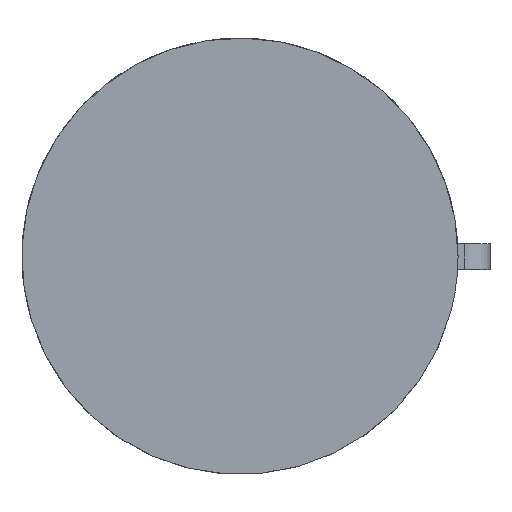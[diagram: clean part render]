
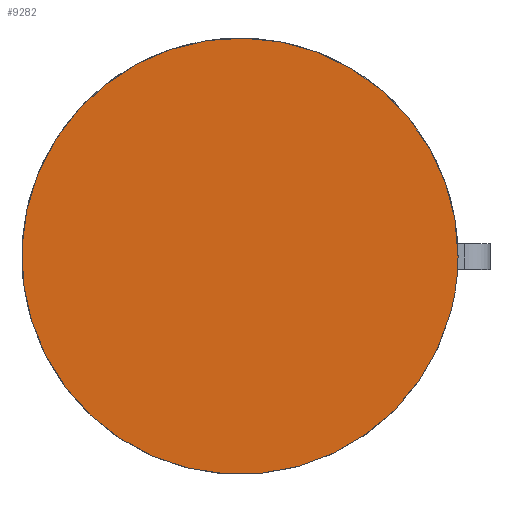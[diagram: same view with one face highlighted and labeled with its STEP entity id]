
A CAD part, top view. The second image highlights one B-rep face of the part: STEP entity #9282.
In plain terms, the highlighted planar face has unit normal (0, 0, 1).
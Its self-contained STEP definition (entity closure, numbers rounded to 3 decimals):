
#8458=CARTESIAN_POINT('',(66.649,-17.859,200.452));
#8459=VERTEX_POINT('',#8458);
#8469=CARTESIAN_POINT('',(69.,-0.,200.452));
#8470=VERTEX_POINT('',#8469);
#8471=CARTESIAN_POINT('',(-0.,0.,200.452));
#8472=DIRECTION('',(0.,0.,1.));
#8473=DIRECTION('',(1.,0.,-0.));
#8474=AXIS2_PLACEMENT_3D('',#8471,#8472,#8473);
#8475=CIRCLE('',#8474,69.);
#8476=EDGE_CURVE('',#8470,#8459,#8475,.T.);
#8478=CARTESIAN_POINT('',(-0.,0.,200.452));
#8479=DIRECTION('',(0.,0.,1.));
#8480=DIRECTION('',(1.,0.,-0.));
#8481=AXIS2_PLACEMENT_3D('',#8478,#8479,#8480);
#8482=CIRCLE('',#8481,69.);
#8483=EDGE_CURVE('',#8459,#8470,#8482,.T.);
#9273=CARTESIAN_POINT('',(55.721,-23.867,200.452));
#9274=DIRECTION('',(0.,0.,1.));
#9275=DIRECTION('',(0.966,-0.259,0.));
#9276=AXIS2_PLACEMENT_3D('',#9273,#9274,#9275);
#9277=PLANE('',#9276);
#9278=ORIENTED_EDGE('',*,*,#8476,.T.);
#9279=ORIENTED_EDGE('',*,*,#8483,.T.);
#9280=EDGE_LOOP('',(#9278,#9279));
#9281=FACE_BOUND('',#9280,.T.);
#9282=ADVANCED_FACE('',(#9281),#9277,.T.);
